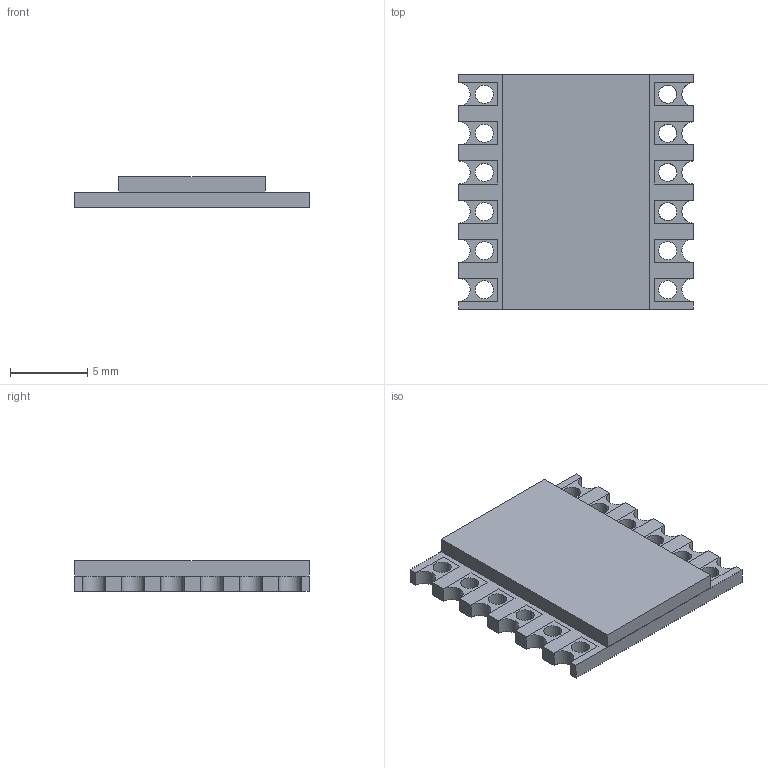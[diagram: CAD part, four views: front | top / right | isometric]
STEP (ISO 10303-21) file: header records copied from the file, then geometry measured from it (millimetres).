
FILE_DESCRIPTION (( 'STEP AP214' ), '1' );
FILE_NAME ('JY901B.STEP', '2024-10-14T03:25:40', ( '' ), ( '' ), 'SwSTEP 2.0', 'SolidWorks 2021', '' );
FILE_SCHEMA (( 'AUTOMOTIVE_DESIGN' ));
Length unit declared in the file: millimetre
Products named in the file (1): JY901B
Bounding box: 15.24 x 15.24 x 2 mm (x, y, z)
Surface area: 1053.2 mm2 (no closed solid volume)
Topology: 0 solids, 19 shells, 170 faces, 432 edges, 296 vertices
Faces by surface type: plane 126, cylinder 44
Entity records: 6140 total; most frequent: CARTESIAN_POINT 1247, DIRECTION 850, ORIENTED_EDGE 840, EDGE_CURVE 432, VECTOR 332, LINE 332, VERTEX_POINT 296, AXIS2_PLACEMENT_3D 259
